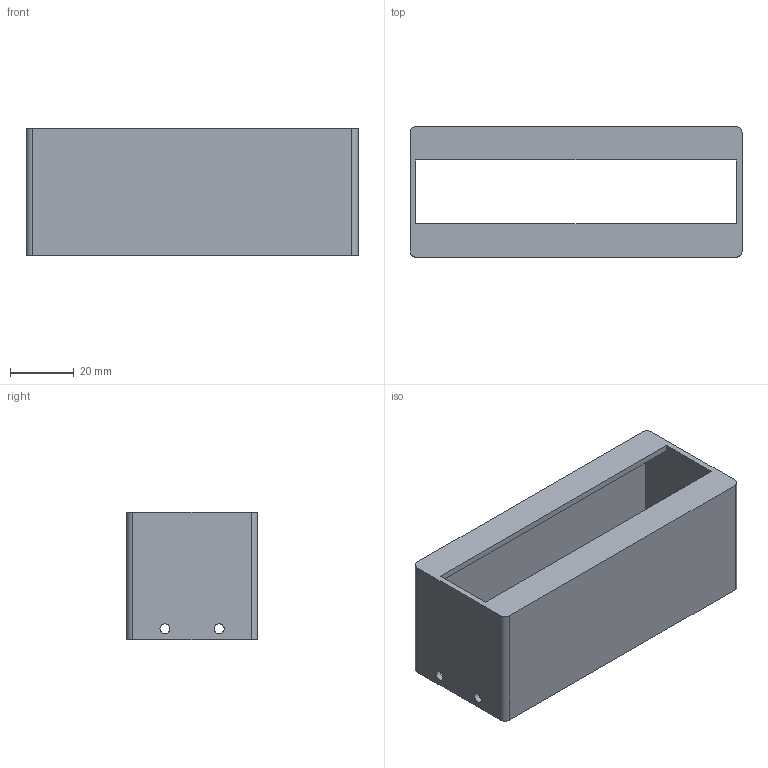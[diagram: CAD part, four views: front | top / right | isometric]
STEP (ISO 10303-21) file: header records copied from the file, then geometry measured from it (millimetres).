
FILE_DESCRIPTION(/* description */ (''),/* implementation_level */ '2;1');
FILE_NAME(/* name */ 'TipCover_for65mm.step',/* time_stamp */ '2023-11-03T00:09:16+09:00',/* author */ (''),/* organization */ (''),/* preprocessor_version */ 'ST-DEVELOPER v20',/* originating_system */ 'Autodesk Translation Framework v12.14.0.127',/* authorisation */ '');
FILE_SCHEMA (('AUTOMOTIVE_DESIGN { 1 0 10303 214 3 1 1 }'));
Length unit declared in the file: millimetre
Products named in the file (1): TipCover_for65mm
Bounding box: 104 x 41 x 40.06 mm (x, y, z)
Volume: 19873.8 mm3; surface area: 27042.9 mm2
Topology: 1 solids, 1 shells, 26 faces, 74 edges, 49 vertices
Faces by surface type: plane 18, cylinder 8
Full cylindrical faces by diameter (mm): 3.1 x4
Entity records: 900 total; most frequent: CARTESIAN_POINT 150, ORIENTED_EDGE 148, DIRECTION 145, EDGE_CURVE 74, LINE 57, VECTOR 57, VERTEX_POINT 49, AXIS2_PLACEMENT_3D 44
